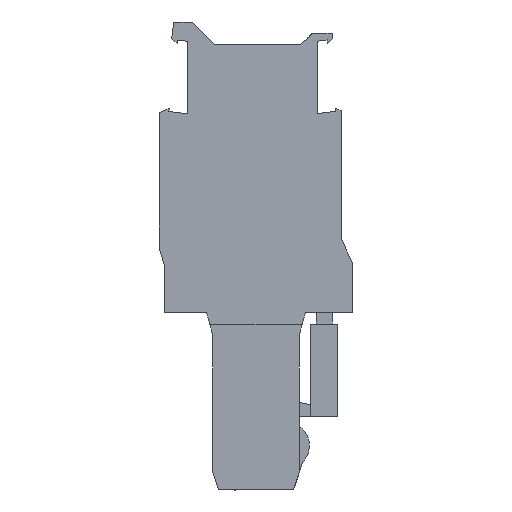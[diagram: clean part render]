
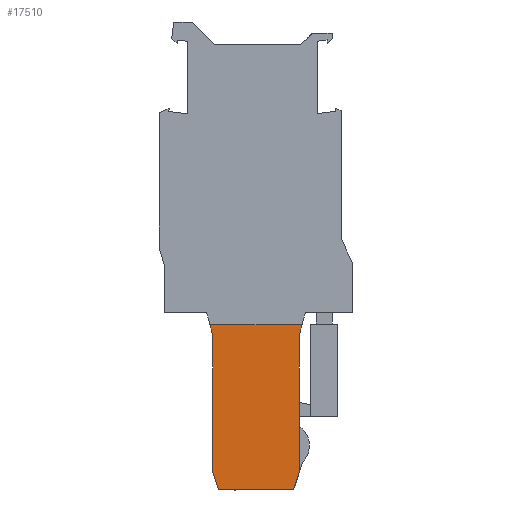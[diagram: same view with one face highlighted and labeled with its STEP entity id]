
A CAD part, left-side view. The second image highlights one B-rep face of the part: STEP entity #17510.
In plain terms, the highlighted face is planar.
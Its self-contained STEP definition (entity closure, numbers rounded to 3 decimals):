
#8940=CARTESIAN_POINT('',(10.65,-11.1,
0.7));
#8950=VERTEX_POINT('',#8940);
#9000=CARTESIAN_POINT('',(13.686,-11.1,
0.7));
#9010=DIRECTION('',(1.,0.,0.));
#9020=VECTOR('',#9010,1.);
#9030=LINE('',#9000,#9020);
#9040=CARTESIAN_POINT('',(4.05,-11.1,
0.7));
#9050=VERTEX_POINT('',#9040);
#9060=EDGE_CURVE('',#9050,#8950,#9030,.T.);
#14000=CARTESIAN_POINT('',(24.279,29.788,
0.7));
#14010=DIRECTION('',(0.316,0.949,
0.));
#14020=VECTOR('',#14010,1.);
#14030=LINE('',#14000,#14020);
#14040=CARTESIAN_POINT('',(11.15,-9.6,
0.7));
#14050=VERTEX_POINT('',#14040);
#14060=EDGE_CURVE('',#8950,#14050,#14030,.T.);
#14720=CARTESIAN_POINT('',(3.55,29.788,
0.7));
#14730=DIRECTION('',(0.,-1.,0.));
#14740=VECTOR('',#14730,1.);
#14750=LINE('',#14720,#14740);
#14760=CARTESIAN_POINT('',(3.55,-0.1,
0.7));
#14770=VERTEX_POINT('',#14760);
#14780=CARTESIAN_POINT('',(3.55,-9.6,
0.7));
#14790=VERTEX_POINT('',#14780);
#14800=EDGE_CURVE('',#14770,#14790,#14750,.T.);
#15750=CARTESIAN_POINT('',(3.5,0.184,
0.7));
#15760=VERTEX_POINT('',#15750);
#15810=CARTESIAN_POINT('',(3.5,29.788,
0.7));
#15820=DIRECTION('',(0.,-1.,0.));
#15830=VECTOR('',#15820,1.);
#15840=LINE('',#15810,#15830);
#15850=CARTESIAN_POINT('',(3.5,2.673,
0.7));
#15860=VERTEX_POINT('',#15850);
#15870=EDGE_CURVE('',#15860,#15760,#15840,.T.);
#16190=CARTESIAN_POINT('',(-1.72,29.788,
0.7));
#16200=DIRECTION('',(0.174,-0.985,
0.));
#16210=VECTOR('',#16200,1.);
#16220=LINE('',#16190,#16210);
#16230=EDGE_CURVE('',#15760,#14770,#16220,.T.);
#16480=CARTESIAN_POINT('',(-3.765,29.788,
0.7));
#16490=DIRECTION('',(0.259,-0.966,
0.));
#16500=VECTOR('',#16490,1.);
#16510=LINE('',#16480,#16500);
#16520=CARTESIAN_POINT('',(3.292,3.45,
0.7));
#16530=VERTEX_POINT('',#16520);
#16540=EDGE_CURVE('',#16530,#15860,#16510,.T.);
#16940=CARTESIAN_POINT('',(17.55,3.45,
0.7));
#16950=DIRECTION('',(0.,0.,1.));
#16960=DIRECTION('',(0.,-1.,0.));
#16970=AXIS2_PLACEMENT_3D('',#16940,#16950,#16960);
#16980=PLANE('',#16970);
#16990=ORIENTED_EDGE('',*,*,#9060,.F.);
#17000=ORIENTED_EDGE('',*,*,#14060,.F.);
#17010=CARTESIAN_POINT('',(11.15,29.788,
0.7));
#17020=DIRECTION('',(0.,-1.,0.));
#17030=VECTOR('',#17020,1.);
#17040=LINE('',#17010,#17030);
#17050=CARTESIAN_POINT('',(11.15,-0.1,
0.7));
#17060=VERTEX_POINT('',#17050);
#17070=EDGE_CURVE('',#17060,#14050,#17040,.T.);
#17080=ORIENTED_EDGE('',*,*,#17070,.T.);
#17090=CARTESIAN_POINT('',(16.42,29.788,
0.7));
#17100=DIRECTION('',(0.174,0.985,
0.));
#17110=VECTOR('',#17100,1.);
#17120=LINE('',#17090,#17110);
#17130=CARTESIAN_POINT('',(11.2,0.184,
0.7));
#17140=VERTEX_POINT('',#17130);
#17150=EDGE_CURVE('',#17060,#17140,#17120,.T.);
#17160=ORIENTED_EDGE('',*,*,#17150,.F.);
#17170=CARTESIAN_POINT('',(11.2,29.788,
0.7));
#17180=DIRECTION('',(0.,1.,0.));
#17190=VECTOR('',#17180,1.);
#17200=LINE('',#17170,#17190);
#17210=CARTESIAN_POINT('',(11.2,2.673,
0.7));
#17220=VERTEX_POINT('',#17210);
#17230=EDGE_CURVE('',#17140,#17220,#17200,.T.);
#17240=ORIENTED_EDGE('',*,*,#17230,.F.);
#17250=CARTESIAN_POINT('',(18.465,29.788,
0.7));
#17260=DIRECTION('',(0.259,0.966,
0.));
#17270=VECTOR('',#17260,1.);
#17280=LINE('',#17250,#17270);
#17290=CARTESIAN_POINT('',(11.408,3.45,
0.7));
#17300=VERTEX_POINT('',#17290);
#17310=EDGE_CURVE('',#17220,#17300,#17280,.T.);
#17320=ORIENTED_EDGE('',*,*,#17310,.F.);
#17330=CARTESIAN_POINT('',(17.55,3.45,
0.7));
#17340=DIRECTION('',(-1.,0.,0.));
#17350=VECTOR('',#17340,1.);
#17360=LINE('',#17330,#17350);
#17370=EDGE_CURVE('',#17300,#16530,#17360,.T.);
#17380=ORIENTED_EDGE('',*,*,#17370,.F.);
#17390=ORIENTED_EDGE('',*,*,#16540,.F.);
#17400=ORIENTED_EDGE('',*,*,#15870,.F.);
#17410=ORIENTED_EDGE('',*,*,#16230,.F.);
#17420=ORIENTED_EDGE('',*,*,#14800,.F.);
#17430=CARTESIAN_POINT('',(-9.579,29.788,
0.7));
#17440=DIRECTION('',(0.316,-0.949,
0.));
#17450=VECTOR('',#17440,1.);
#17460=LINE('',#17430,#17450);
#17470=EDGE_CURVE('',#14790,#9050,#17460,.T.);
#17480=ORIENTED_EDGE('',*,*,#17470,.F.);
#17490=EDGE_LOOP('',(#17480,#17420,#17410,#17400,#17390,#17380,#17320,
#17240,#17160,#17080,#17000,#16990));
#17500=FACE_OUTER_BOUND('',#17490,.T.);
#17510=ADVANCED_FACE('',(#17500),#16980,.F.);
